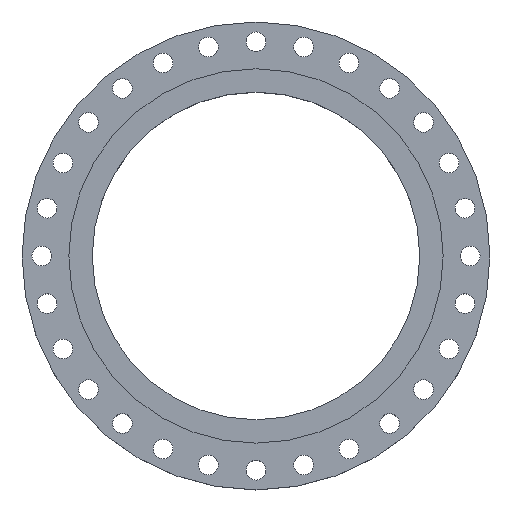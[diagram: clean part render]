
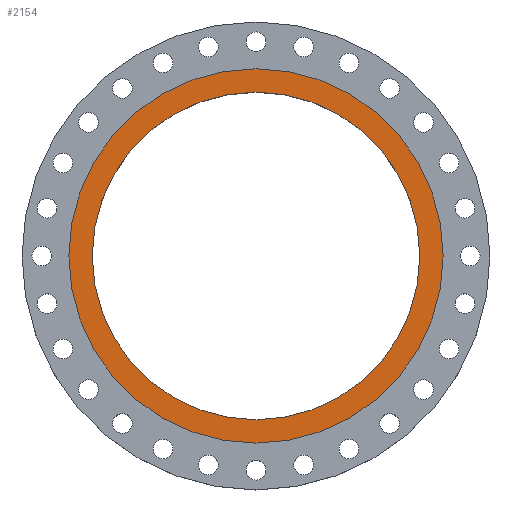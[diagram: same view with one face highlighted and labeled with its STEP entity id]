
A CAD part, top view. The second image highlights one B-rep face of the part: STEP entity #2154.
In plain terms, the highlighted planar face has unit normal (0, 0, 1).
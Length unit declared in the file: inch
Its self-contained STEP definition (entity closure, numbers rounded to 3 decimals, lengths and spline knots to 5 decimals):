
#299 = EDGE_CURVE ( 'NONE', #736, #392, #1025, .T. ) ;
#333 = DIRECTION ( 'NONE',  ( 1., 0., 0. ) ) ;
#392 = VERTEX_POINT ( 'NONE', #393 ) ;
#393 = CARTESIAN_POINT ( 'NONE',  ( -19., 0., 0. ) ) ;
#434 = CIRCLE ( 'NONE', #1024, 16.625 ) ;
#521 = ORIENTED_EDGE ( 'NONE', *, *, #1338, .T. ) ;
#572 = FACE_BOUND ( 'NONE', #1258, .T. ) ;
#611 = CARTESIAN_POINT ( 'NONE',  ( 16.625, 0., 0. ) ) ;
#690 = CIRCLE ( 'NONE', #2035, 16.625 ) ;
#736 = VERTEX_POINT ( 'NONE', #1854 ) ;
#755 = DIRECTION ( 'NONE',  ( 1., 0., 0. ) ) ;
#769 = DIRECTION ( 'NONE',  ( 0., 0., 1. ) ) ;
#790 = CARTESIAN_POINT ( 'NONE',  ( 0., 16.625, 0. ) ) ;
#816 = FACE_OUTER_BOUND ( 'NONE', #1877, .T. ) ;
#878 = EDGE_CURVE ( 'NONE', #2080, #1946, #690, .T. ) ;
#890 = ORIENTED_EDGE ( 'NONE', *, *, #299, .T. ) ;
#988 = PLANE ( 'NONE',  #1095 ) ;
#1024 = AXIS2_PLACEMENT_3D ( 'NONE', #1362, #2173, #755 ) ;
#1025 = CIRCLE ( 'NONE', #1702, 19. ) ;
#1095 = AXIS2_PLACEMENT_3D ( 'NONE', #790, #1621, #2412 ) ;
#1108 = DIRECTION ( 'NONE',  ( 0., 0., 1. ) ) ;
#1258 = EDGE_LOOP ( 'NONE', ( #2526, #1342 ) ) ;
#1338 = EDGE_CURVE ( 'NONE', #392, #736, #2192, .T. ) ;
#1342 = ORIENTED_EDGE ( 'NONE', *, *, #1715, .F. ) ;
#1345 = CARTESIAN_POINT ( 'NONE',  ( -16.625, 0., 0. ) ) ;
#1362 = CARTESIAN_POINT ( 'NONE',  ( 0., 0., 0. ) ) ;
#1542 = DIRECTION ( 'NONE',  ( 0., 0., 1. ) ) ;
#1621 = DIRECTION ( 'NONE',  ( 0., 0., -1. ) ) ;
#1702 = AXIS2_PLACEMENT_3D ( 'NONE', #1897, #1108, #333 ) ;
#1715 = EDGE_CURVE ( 'NONE', #1946, #2080, #434, .T. ) ;
#1766 = CARTESIAN_POINT ( 'NONE',  ( 0., 0., 0. ) ) ;
#1854 = CARTESIAN_POINT ( 'NONE',  ( 19., 0., 0. ) ) ;
#1877 = EDGE_LOOP ( 'NONE', ( #890, #521 ) ) ;
#1897 = CARTESIAN_POINT ( 'NONE',  ( 0., 0., 0. ) ) ;
#1946 = VERTEX_POINT ( 'NONE', #1345 ) ;
#2035 = AXIS2_PLACEMENT_3D ( 'NONE', #1766, #1542, #2558 ) ;
#2080 = VERTEX_POINT ( 'NONE', #611 ) ;
#2147 = DIRECTION ( 'NONE',  ( 1., 0., 0. ) ) ;
#2154 = ADVANCED_FACE ( 'NONE', ( #572, #816 ), #988, .F. ) ;
#2173 = DIRECTION ( 'NONE',  ( 0., 0., 1. ) ) ;
#2192 = CIRCLE ( 'NONE', #2239, 19. ) ;
#2239 = AXIS2_PLACEMENT_3D ( 'NONE', #2572, #769, #2147 ) ;
#2412 = DIRECTION ( 'NONE',  ( -1., 0., 0. ) ) ;
#2526 = ORIENTED_EDGE ( 'NONE', *, *, #878, .F. ) ;
#2558 = DIRECTION ( 'NONE',  ( 1., 0., 0. ) ) ;
#2572 = CARTESIAN_POINT ( 'NONE',  ( 0., 0., 0. ) ) ;
